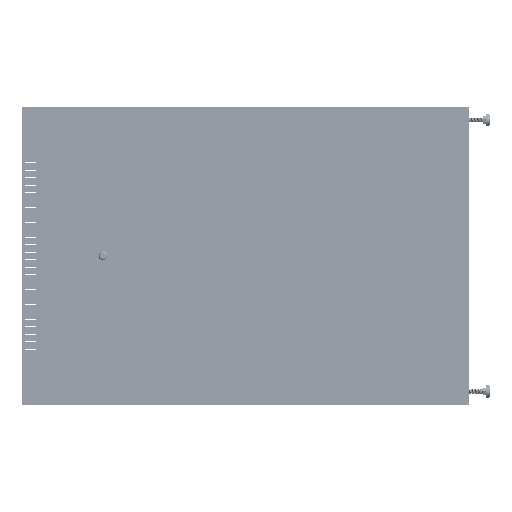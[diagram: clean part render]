
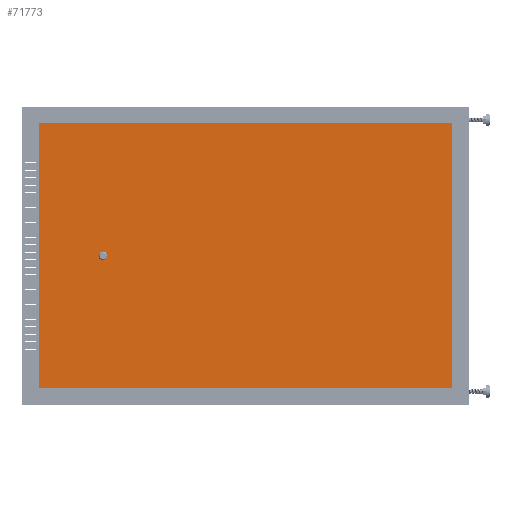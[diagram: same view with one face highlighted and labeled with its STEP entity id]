
A CAD part, left-side view. The second image highlights one B-rep face of the part: STEP entity #71773.
In plain terms, the highlighted face is planar.
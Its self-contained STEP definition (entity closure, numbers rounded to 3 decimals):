
#2019 = VECTOR ( 'NONE', #64510, 1000. ) ;
#3228 = EDGE_LOOP ( 'NONE', ( #120502, #44276 ) ) ;
#6352 = CARTESIAN_POINT ( 'NONE',  ( -355., -552.8, 0. ) ) ;
#9941 = DIRECTION ( 'NONE',  ( 1., 0., 0. ) ) ;
#10432 = CIRCLE ( 'NONE', #96214, 11.5 ) ;
#11175 = ORIENTED_EDGE ( 'NONE', *, *, #85511, .T. ) ;
#13574 = DIRECTION ( 'NONE',  ( 0., 0., 1. ) ) ;
#15446 = ORIENTED_EDGE ( 'NONE', *, *, #109114, .T. ) ;
#17380 = FACE_BOUND ( 'NONE', #3228, .T. ) ;
#29382 = ORIENTED_EDGE ( 'NONE', *, *, #97977, .T. ) ;
#29645 = DIRECTION ( 'NONE',  ( -1., 0., 0. ) ) ;
#30631 = VERTEX_POINT ( 'NONE', #68184 ) ;
#31561 = CIRCLE ( 'NONE', #102518, 11.5 ) ;
#32954 = VECTOR ( 'NONE', #52225, 1000. ) ;
#35078 = LINE ( 'NONE', #77411, #61082 ) ;
#35275 = EDGE_CURVE ( 'NONE', #124036, #105642, #78477, .T. ) ;
#35937 = LINE ( 'NONE', #63447, #32954 ) ;
#44276 = ORIENTED_EDGE ( 'NONE', *, *, #53821, .F. ) ;
#50868 = VERTEX_POINT ( 'NONE', #105892 ) ;
#52225 = DIRECTION ( 'NONE',  ( 0., 1., 0. ) ) ;
#52810 = ORIENTED_EDGE ( 'NONE', *, *, #35275, .T. ) ;
#53821 = EDGE_CURVE ( 'NONE', #30631, #50868, #10432, .T. ) ;
#61082 = VECTOR ( 'NONE', #29645, 1000. ) ;
#63447 = CARTESIAN_POINT ( 'NONE',  ( 355., -552.8, 0. ) ) ;
#64510 = DIRECTION ( 'NONE',  ( 0., -1., 0. ) ) ;
#64864 = DIRECTION ( 'NONE',  ( 1., 0., 0. ) ) ;
#66054 = PLANE ( 'NONE',  #104933 ) ;
#66893 = DIRECTION ( 'NONE',  ( 0., 0., 1. ) ) ;
#68184 = CARTESIAN_POINT ( 'NONE',  ( -11.5, 382.8, 0. ) ) ;
#71773 = ADVANCED_FACE ( 'NONE', ( #17380, #110386 ), #66054, .T. ) ;
#72500 = EDGE_LOOP ( 'NONE', ( #52810, #29382, #15446, #11175 ) ) ;
#74395 = VERTEX_POINT ( 'NONE', #79773 ) ;
#77411 = CARTESIAN_POINT ( 'NONE',  ( 355., 552.8, 0. ) ) ;
#78477 = LINE ( 'NONE', #102695, #2019 ) ;
#79773 = CARTESIAN_POINT ( 'NONE',  ( 355., 552.8, 0. ) ) ;
#81622 = EDGE_CURVE ( 'NONE', #50868, #30631, #31561, .T. ) ;
#83821 = CARTESIAN_POINT ( 'NONE',  ( 355., -552.8, 0. ) ) ;
#85511 = EDGE_CURVE ( 'NONE', #74395, #124036, #35078, .T. ) ;
#89452 = DIRECTION ( 'NONE',  ( 0., 0., 1. ) ) ;
#89868 = CARTESIAN_POINT ( 'NONE',  ( 0., 382.8, 0. ) ) ;
#91080 = DIRECTION ( 'NONE',  ( 1., 0., 0. ) ) ;
#93403 = VERTEX_POINT ( 'NONE', #108315 ) ;
#95087 = VECTOR ( 'NONE', #64864, 1000. ) ;
#96214 = AXIS2_PLACEMENT_3D ( 'NONE', #89868, #89452, #91080 ) ;
#97977 = EDGE_CURVE ( 'NONE', #105642, #93403, #113085, .T. ) ;
#102518 = AXIS2_PLACEMENT_3D ( 'NONE', #119970, #13574, #109540 ) ;
#102695 = CARTESIAN_POINT ( 'NONE',  ( -355., -552.8, 0. ) ) ;
#104933 = AXIS2_PLACEMENT_3D ( 'NONE', #124321, #66893, #9941 ) ;
#105642 = VERTEX_POINT ( 'NONE', #6352 ) ;
#105892 = CARTESIAN_POINT ( 'NONE',  ( 11.5, 382.8, 0. ) ) ;
#108315 = CARTESIAN_POINT ( 'NONE',  ( 355., -552.8, 0. ) ) ;
#109114 = EDGE_CURVE ( 'NONE', #93403, #74395, #35937, .T. ) ;
#109540 = DIRECTION ( 'NONE',  ( 1., 0., 0. ) ) ;
#110386 = FACE_OUTER_BOUND ( 'NONE', #72500, .T. ) ;
#113085 = LINE ( 'NONE', #83821, #95087 ) ;
#119970 = CARTESIAN_POINT ( 'NONE',  ( 0., 382.8, 0. ) ) ;
#120502 = ORIENTED_EDGE ( 'NONE', *, *, #81622, .F. ) ;
#124036 = VERTEX_POINT ( 'NONE', #124298 ) ;
#124298 = CARTESIAN_POINT ( 'NONE',  ( -355., 552.8, 0. ) ) ;
#124321 = CARTESIAN_POINT ( 'NONE',  ( 0., 0., 0. ) ) ;
